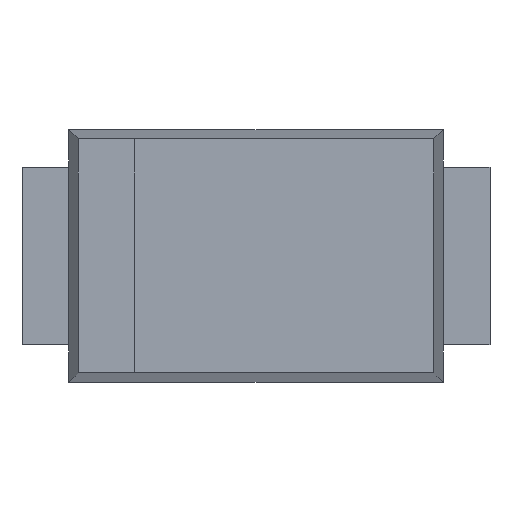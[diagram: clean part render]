
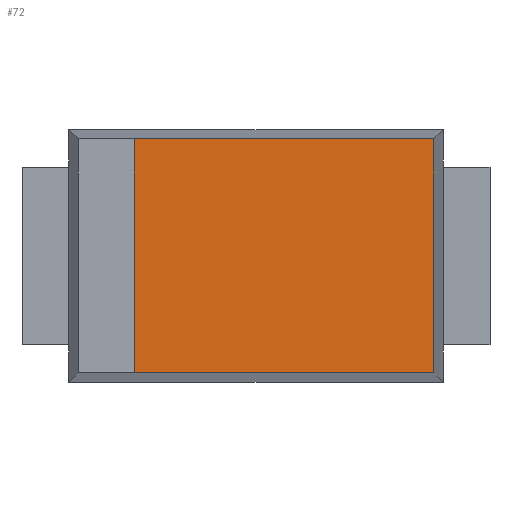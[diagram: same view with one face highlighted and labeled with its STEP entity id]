
A CAD part, top view. The second image highlights one B-rep face of the part: STEP entity #72.
In plain terms, the highlighted planar face has unit normal (0, 0, 1).
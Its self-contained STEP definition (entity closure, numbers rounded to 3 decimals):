
#72=ADVANCED_FACE('',(#105),#517,.T.);
#105=FACE_OUTER_BOUND('',#138,.T.);
#138=EDGE_LOOP('',(#192,#193,#194,#195));
#192=ORIENTED_EDGE('',*,*,#362,.T.);
#193=ORIENTED_EDGE('',*,*,#317,.T.);
#194=ORIENTED_EDGE('',*,*,#327,.T.);
#195=ORIENTED_EDGE('',*,*,#364,.F.);
#317=EDGE_CURVE('',#471,#472,#394,.T.);
#327=EDGE_CURVE('',#472,#499,#404,.T.);
#362=EDGE_CURVE('',#498,#471,#439,.T.);
#364=EDGE_CURVE('',#498,#499,#441,.T.);
#394=B_SPLINE_CURVE_WITH_KNOTS('',1,(#701,#702),.UNSPECIFIED.,.F.,.F.,(2,
2),(0.,2.7),.UNSPECIFIED.);
#404=B_SPLINE_CURVE_WITH_KNOTS('',1,(#721,#722),.UNSPECIFIED.,.F.,.F.,(2,
2),(-4.,-0.632),.UNSPECIFIED.);
#439=B_SPLINE_CURVE_WITH_KNOTS('',1,(#799,#800),.UNSPECIFIED.,.F.,.F.,(2,
2),(-3.368,0.),.UNSPECIFIED.);
#441=B_SPLINE_CURVE_WITH_KNOTS('',1,(#803,#804),.UNSPECIFIED.,.F.,.F.,(2,
2),(3.7,6.2),.UNSPECIFIED.);
#471=VERTEX_POINT('',#670);
#472=VERTEX_POINT('',#671);
#498=VERTEX_POINT('',#697);
#499=VERTEX_POINT('',#698);
#517=PLANE('',#560);
#560=AXIS2_PLACEMENT_3D('',#643,#587,$);
#587=DIRECTION('',(0.,0.,1.));
#643=CARTESIAN_POINT('',(1.9,1.25,1.1));
#670=CARTESIAN_POINT('',(1.9,-1.25,1.1));
#671=CARTESIAN_POINT('',(1.9,1.25,1.1));
#697=CARTESIAN_POINT('',(-1.3,-1.25,1.1));
#698=CARTESIAN_POINT('',(-1.3,1.25,1.1));
#701=CARTESIAN_POINT('',(1.9,-1.25,1.1));
#702=CARTESIAN_POINT('',(1.9,1.25,1.1));
#721=CARTESIAN_POINT('',(1.9,1.25,1.1));
#722=CARTESIAN_POINT('',(-1.3,1.25,1.1));
#799=CARTESIAN_POINT('',(-1.3,-1.25,1.1));
#800=CARTESIAN_POINT('',(1.9,-1.25,1.1));
#803=CARTESIAN_POINT('',(-1.3,-1.25,1.1));
#804=CARTESIAN_POINT('',(-1.3,1.25,1.1));
